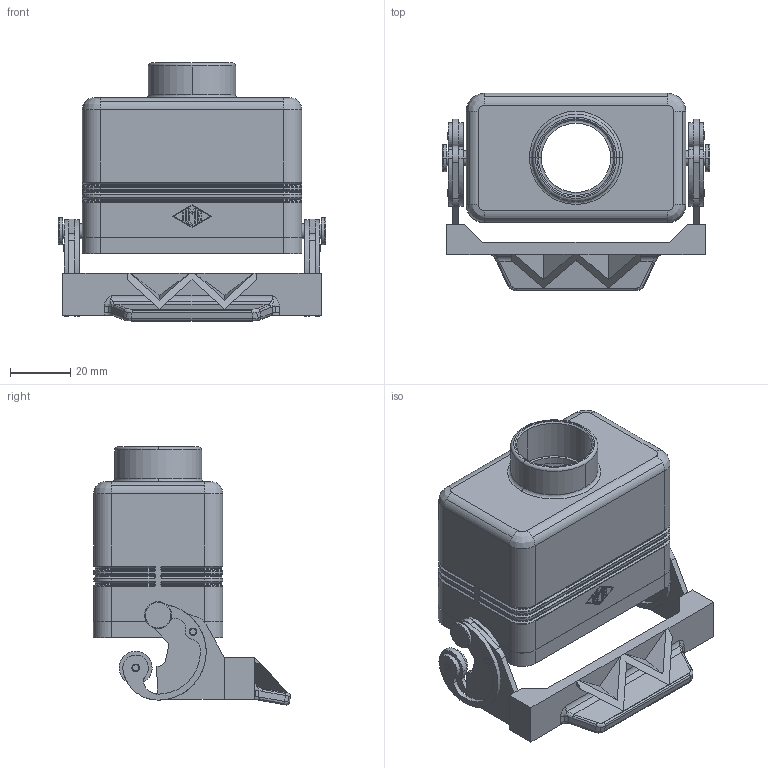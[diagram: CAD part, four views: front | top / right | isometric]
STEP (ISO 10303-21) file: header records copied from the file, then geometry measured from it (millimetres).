
FILE_DESCRIPTION((''),'2;1');
FILE_NAME('MHV 10 LG25.stp','2006-12-21T11:23:33',('gembarski'),(''),'Autodesk Inventor 7','Autodesk Inventor 7','');
FILE_SCHEMA(('AUTOMOTIVE_DESIGN { 1 0 10303 214 1 1 1 1 }'));
Length unit declared in the file: millimetre
Products named in the file (1): MHV 10 LG25
Bounding box: 89 x 65.64 x 85.87 mm (x, y, z)
Volume: 70273.2 mm3; surface area: 39000.4 mm2
Topology: 1 solids, 3 shells, 757 faces, 1898 edges, 1162 vertices
Faces by surface type: cylinder 279, bspline 257, plane 155, torus 50, cone 16
Entity records: 27444 total; most frequent: CARTESIAN_POINT 9521, DIRECTION 3846, ORIENTED_EDGE 3768, EDGE_CURVE 1884, AXIS2_PLACEMENT_3D 1477, VERTEX_POINT 1162, VECTOR 892, LINE 892
